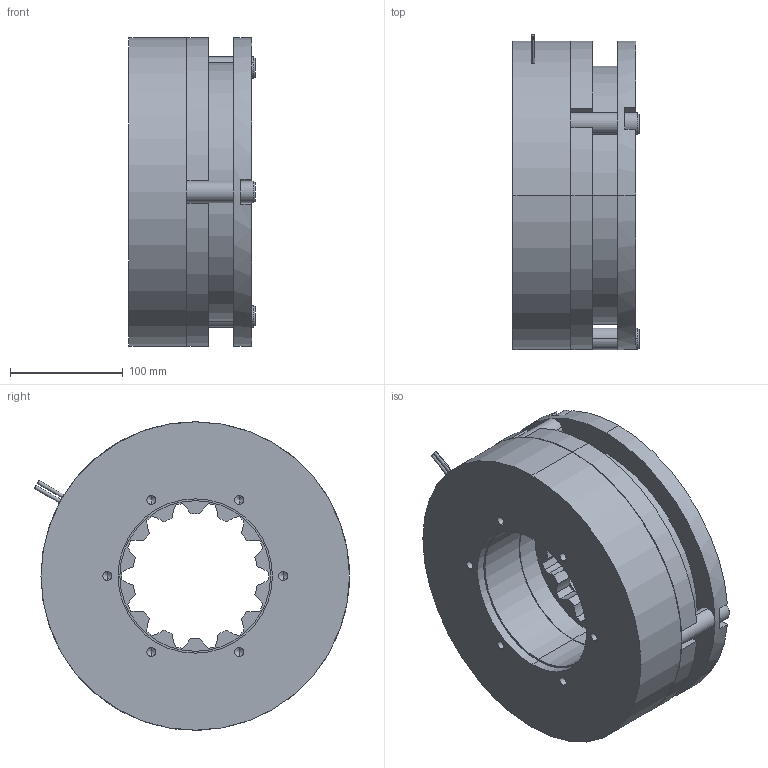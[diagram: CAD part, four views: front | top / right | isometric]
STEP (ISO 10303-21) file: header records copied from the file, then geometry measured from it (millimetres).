
FILE_DESCRIPTION (( 'STEP AP203' ), '1' );
FILE_NAME ('1075_SEB_WebAssy.STEP', '2017-02-22T14:20:56', ( 'Delete' ), ( 'Hewlett-Packard Company' ), 'SwSTEP 2.0', 'SolidWorks 2017', '' );
FILE_SCHEMA (( 'CONFIG_CONTROL_DESIGN' ));
Length unit declared in the file: inch
Products named in the file (1): 1075_SEB_WebAssy
Bounding box: 111.56 x 278.87 x 273.05 mm (x, y, z)
Volume: 4386057.3 mm3; surface area: 521015.1 mm2
Topology: 15 solids, 15 shells, 828 faces, 2118 edges, 1318 vertices
Faces by surface type: cone 396, cylinder 323, plane 97, torus 6, bspline 6
Entity records: 37315 total; most frequent: CARTESIAN_POINT 16247, DIRECTION 4974, ORIENTED_EDGE 4188, EDGE_CURVE 2094, AXIS2_PLACEMENT_3D 2069, VERTEX_POINT 1318, CIRCLE 1246, EDGE_LOOP 870
